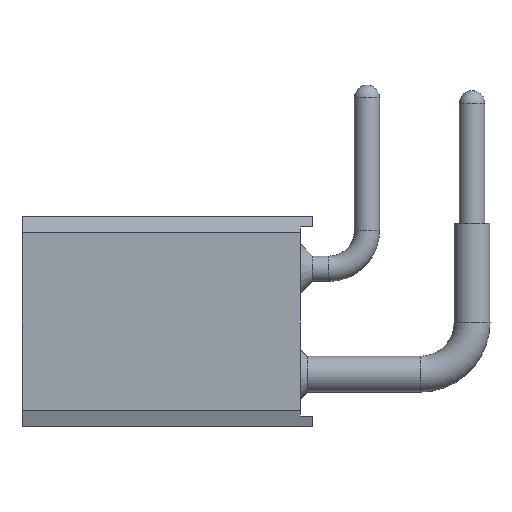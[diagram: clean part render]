
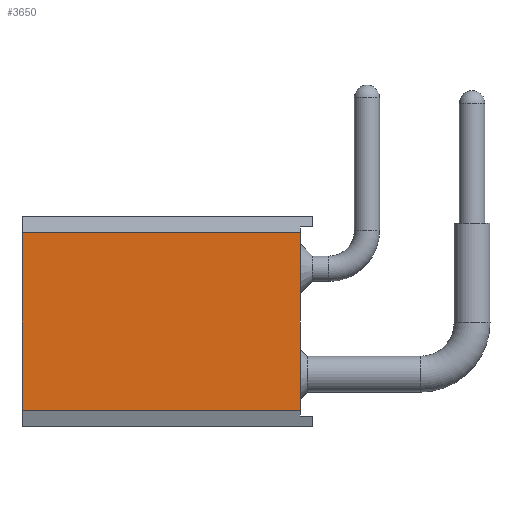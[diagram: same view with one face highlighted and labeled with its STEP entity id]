
A CAD part, left-side view. The second image highlights one B-rep face of the part: STEP entity #3650.
In plain terms, the highlighted planar face has unit normal (-1, 0, 0).
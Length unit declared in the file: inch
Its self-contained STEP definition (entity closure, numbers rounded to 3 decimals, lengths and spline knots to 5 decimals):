
#3 = CARTESIAN_POINT ( 'NONE',  ( -0.01203, 0., -0.18425 ) ) ;
#507 = VECTOR ( 'NONE', #10296, 39.37008 ) ;
#843 = VECTOR ( 'NONE', #12654, 39.37008 ) ;
#1248 = LINE ( 'NONE', #11509, #843 ) ;
#1342 = CARTESIAN_POINT ( 'NONE',  ( -0.01203, -0.276, -0.18425 ) ) ;
#1772 = CARTESIAN_POINT ( 'NONE',  ( -0.01203, 0., -0.18425 ) ) ;
#1944 = VECTOR ( 'NONE', #9798, 39.37008 ) ;
#2500 = EDGE_CURVE ( 'NONE', #10826, #8400, #3577, .T. ) ;
#3098 = ORIENTED_EDGE ( 'NONE', *, *, #9575, .F. ) ;
#3239 = CARTESIAN_POINT ( 'NONE',  ( -0.01203, -0.26419, -0.01575 ) ) ;
#3362 = LINE ( 'NONE', #3, #4437 ) ;
#3388 = PLANE ( 'NONE',  #11979 ) ;
#3577 = LINE ( 'NONE', #8711, #1944 ) ;
#3650 = ADVANCED_FACE ( 'NONE', ( #7570 ), #3388, .T. ) ;
#4099 = ORIENTED_EDGE ( 'NONE', *, *, #2500, .T. ) ;
#4271 = VERTEX_POINT ( 'NONE', #1772 ) ;
#4437 = VECTOR ( 'NONE', #12520, 39.37008 ) ;
#5580 = DIRECTION ( 'NONE',  ( -1., 0., 0. ) ) ;
#7478 = CARTESIAN_POINT ( 'NONE',  ( -0.01203, -0.26419, -0.18425 ) ) ;
#7570 = FACE_OUTER_BOUND ( 'NONE', #9480, .T. ) ;
#7640 = DIRECTION ( 'NONE',  ( 0., 0., 1. ) ) ;
#8034 = VERTEX_POINT ( 'NONE', #12683 ) ;
#8400 = VERTEX_POINT ( 'NONE', #3239 ) ;
#8711 = CARTESIAN_POINT ( 'NONE',  ( -0.01203, -0.26419, -0.18976 ) ) ;
#9480 = EDGE_LOOP ( 'NONE', ( #4099, #12692, #9709, #3098 ) ) ;
#9575 = EDGE_CURVE ( 'NONE', #10826, #4271, #1248, .T. ) ;
#9659 = CARTESIAN_POINT ( 'NONE',  ( -0.01203, -0.276, -0.01575 ) ) ;
#9709 = ORIENTED_EDGE ( 'NONE', *, *, #12252, .F. ) ;
#9798 = DIRECTION ( 'NONE',  ( 0., 0., 1. ) ) ;
#10296 = DIRECTION ( 'NONE',  ( 0., 1., 0. ) ) ;
#10821 = EDGE_CURVE ( 'NONE', #8400, #8034, #11709, .T. ) ;
#10826 = VERTEX_POINT ( 'NONE', #7478 ) ;
#11509 = CARTESIAN_POINT ( 'NONE',  ( -0.01203, -0.276, -0.18425 ) ) ;
#11709 = LINE ( 'NONE', #9659, #507 ) ;
#11979 = AXIS2_PLACEMENT_3D ( 'NONE', #1342, #5580, #7640 ) ;
#12252 = EDGE_CURVE ( 'NONE', #4271, #8034, #3362, .T. ) ;
#12520 = DIRECTION ( 'NONE',  ( 0., 0., 1. ) ) ;
#12654 = DIRECTION ( 'NONE',  ( 0., 1., 0. ) ) ;
#12683 = CARTESIAN_POINT ( 'NONE',  ( -0.01203, 0., -0.01575 ) ) ;
#12692 = ORIENTED_EDGE ( 'NONE', *, *, #10821, .T. ) ;
